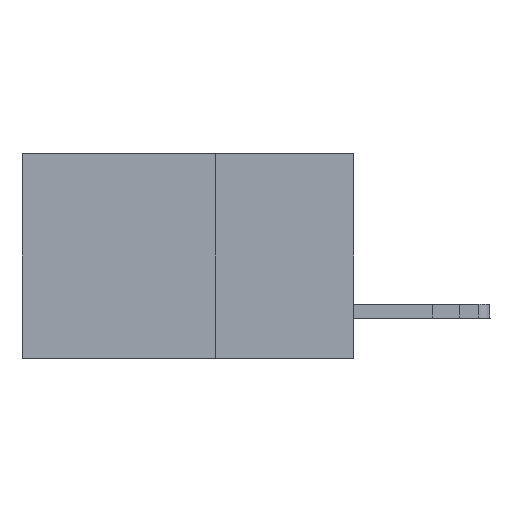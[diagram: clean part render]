
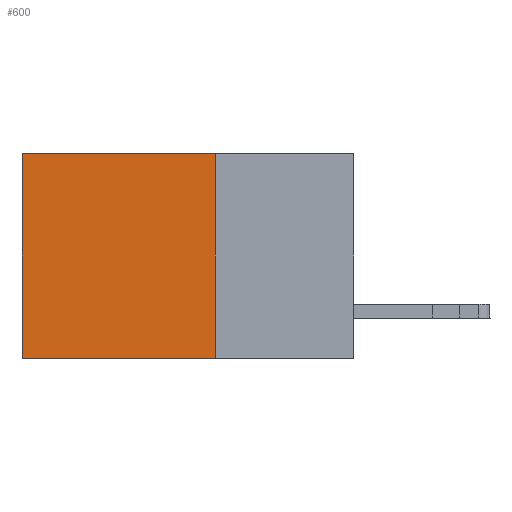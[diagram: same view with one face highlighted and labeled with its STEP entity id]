
A CAD part, left-side view. The second image highlights one B-rep face of the part: STEP entity #600.
In plain terms, the highlighted planar face has unit normal (-1, 0, 0).
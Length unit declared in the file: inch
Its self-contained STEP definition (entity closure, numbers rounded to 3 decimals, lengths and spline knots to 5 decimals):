
#55 = CARTESIAN_POINT ( 'NONE',  ( 0.2875, 0.6, 0. ) ) ;
#600 = ADVANCED_FACE ( 'NONE', ( #18795 ), #16554, .F. ) ;
#1564 = DIRECTION ( 'NONE',  ( 1., 0., 0. ) ) ;
#2469 = CARTESIAN_POINT ( 'NONE',  ( 0.2875, 0.25, 0. ) ) ;
#2947 = LINE ( 'NONE', #2469, #22368 ) ;
#3516 = DIRECTION ( 'NONE',  ( 0., 0., -1. ) ) ;
#3942 = AXIS2_PLACEMENT_3D ( 'NONE', #21932, #1564, #3516 ) ;
#6548 = LINE ( 'NONE', #22045, #15800 ) ;
#7369 = VERTEX_POINT ( 'NONE', #55 ) ;
#7646 = EDGE_CURVE ( 'NONE', #9300, #16475, #11658, .T. ) ;
#7664 = CARTESIAN_POINT ( 'NONE',  ( 0.2875, 0.25, 0. ) ) ;
#8279 = DIRECTION ( 'NONE',  ( 0., 1., 0. ) ) ;
#8697 = CARTESIAN_POINT ( 'NONE',  ( 0.2875, 0.6, 0. ) ) ;
#9234 = ORIENTED_EDGE ( 'NONE', *, *, #7646, .F. ) ;
#9300 = VERTEX_POINT ( 'NONE', #23267 ) ;
#10505 = EDGE_CURVE ( 'NONE', #7369, #16475, #12097, .T. ) ;
#11261 = DIRECTION ( 'NONE',  ( 0., 0., -1. ) ) ;
#11658 = LINE ( 'NONE', #18868, #19136 ) ;
#11974 = DIRECTION ( 'NONE',  ( 0., 0., -1. ) ) ;
#12097 = LINE ( 'NONE', #8697, #20175 ) ;
#12977 = ORIENTED_EDGE ( 'NONE', *, *, #10505, .T. ) ;
#13591 = EDGE_LOOP ( 'NONE', ( #12977, #9234, #22784, #21888 ) ) ;
#15800 = VECTOR ( 'NONE', #11261, 39.37008 ) ;
#15830 = CARTESIAN_POINT ( 'NONE',  ( 0.2875, 0.6, -0.37 ) ) ;
#16475 = VERTEX_POINT ( 'NONE', #15830 ) ;
#16554 = PLANE ( 'NONE',  #3942 ) ;
#18548 = EDGE_CURVE ( 'NONE', #21339, #7369, #2947, .T. ) ;
#18795 = FACE_OUTER_BOUND ( 'NONE', #13591, .T. ) ;
#18868 = CARTESIAN_POINT ( 'NONE',  ( 0.2875, 0.25, -0.37 ) ) ;
#19136 = VECTOR ( 'NONE', #21669, 39.37008 ) ;
#19973 = EDGE_CURVE ( 'NONE', #21339, #9300, #6548, .T. ) ;
#20175 = VECTOR ( 'NONE', #11974, 39.37008 ) ;
#21339 = VERTEX_POINT ( 'NONE', #7664 ) ;
#21669 = DIRECTION ( 'NONE',  ( 0., 1., 0. ) ) ;
#21888 = ORIENTED_EDGE ( 'NONE', *, *, #18548, .T. ) ;
#21932 = CARTESIAN_POINT ( 'NONE',  ( 0.2875, 0.25, 0. ) ) ;
#22045 = CARTESIAN_POINT ( 'NONE',  ( 0.2875, 0.25, 0. ) ) ;
#22368 = VECTOR ( 'NONE', #8279, 39.37008 ) ;
#22784 = ORIENTED_EDGE ( 'NONE', *, *, #19973, .F. ) ;
#23267 = CARTESIAN_POINT ( 'NONE',  ( 0.2875, 0.25, -0.37 ) ) ;
